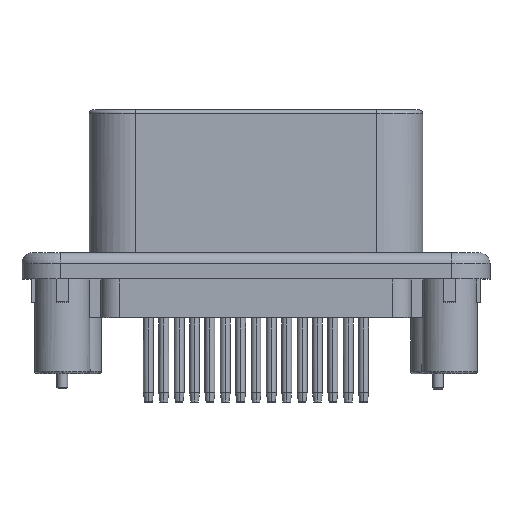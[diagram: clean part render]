
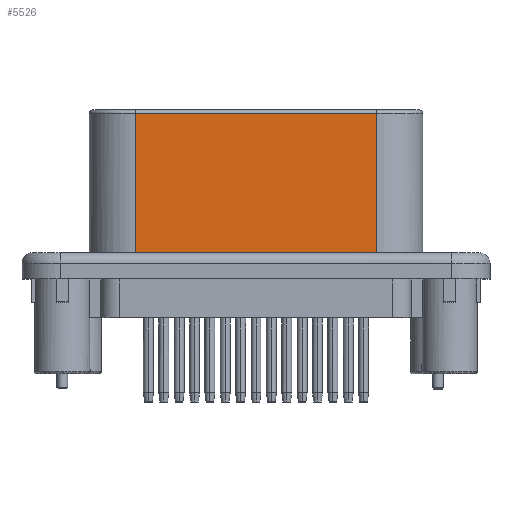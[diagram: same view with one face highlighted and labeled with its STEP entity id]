
A CAD part, top view. The second image highlights one B-rep face of the part: STEP entity #5526.
In plain terms, the highlighted planar face has unit normal (0, 0, 1).
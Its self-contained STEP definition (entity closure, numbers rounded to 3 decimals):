
#2322=CARTESIAN_POINT('',(15.7,2.5,-4.25));
#2323=VERTEX_POINT('',#2322);
#2365=CARTESIAN_POINT('',(-15.7,2.5,-4.25));
#2366=VERTEX_POINT('',#2365);
#2367=CARTESIAN_POINT('',(-15.7,2.5,-4.25));
#2368=CARTESIAN_POINT('',(-9.42,2.5,-4.25));
#2369=CARTESIAN_POINT('',(-3.14,2.5,-4.25));
#2370=CARTESIAN_POINT('',(3.14,2.5,-4.25));
#2371=CARTESIAN_POINT('',(9.42,2.5,-4.25));
#2372=CARTESIAN_POINT('',(15.7,2.5,-4.25));
#2373=B_SPLINE_CURVE_WITH_KNOTS('',5,(#2367,#2368,#2369,#2370,#2371,#2372),.UNSPECIFIED.,.F.,.U.,(6,6),(0.,31.4),.UNSPECIFIED.);
#2374=EDGE_CURVE('',#2366,#2323,#2373,.T.);
#5442=CARTESIAN_POINT('',(15.7,21.5,-4.25));
#5443=VERTEX_POINT('',#5442);
#5462=CARTESIAN_POINT('',(15.7,2.5,-4.25));
#5463=CARTESIAN_POINT('',(15.7,6.3,-4.25));
#5464=CARTESIAN_POINT('',(15.7,10.1,-4.25));
#5465=CARTESIAN_POINT('',(15.7,13.9,-4.25));
#5466=CARTESIAN_POINT('',(15.7,17.7,-4.25));
#5467=CARTESIAN_POINT('',(15.7,21.5,-4.25));
#5468=B_SPLINE_CURVE_WITH_KNOTS('',5,(#5462,#5463,#5464,#5465,#5466,#5467),.UNSPECIFIED.,.F.,.U.,(6,6),(0.,19.),.UNSPECIFIED.);
#5469=EDGE_CURVE('',#2323,#5443,#5468,.T.);
#5475=CARTESIAN_POINT('',(0.,12.,-4.25));
#5476=DIRECTION('',(-1.,0.,0.));
#5477=DIRECTION('',(0.,0.,1.));
#5478=AXIS2_PLACEMENT_3D('',#5475,#5477,#5476);
#5479=PLANE('',#5478);
#5480=ORIENTED_EDGE('',*,*,#5469,.T.);
#5481=CARTESIAN_POINT('',(14.,21.5,-4.25));
#5482=VERTEX_POINT('',#5481);
#5483=CARTESIAN_POINT('',(14.,21.5,-4.25));
#5484=CARTESIAN_POINT('',(14.34,21.5,-4.25));
#5485=CARTESIAN_POINT('',(14.68,21.5,-4.25));
#5486=CARTESIAN_POINT('',(15.02,21.5,-4.25));
#5487=CARTESIAN_POINT('',(15.36,21.5,-4.25));
#5488=CARTESIAN_POINT('',(15.7,21.5,-4.25));
#5489=B_SPLINE_CURVE_WITH_KNOTS('',5,(#5483,#5484,#5485,#5486,#5487,#5488),.UNSPECIFIED.,.F.,.U.,(6,6),(0.,1.7),.UNSPECIFIED.);
#5490=EDGE_CURVE('',#5482,#5443,#5489,.T.);
#5491=ORIENTED_EDGE('',*,*,#5490,.F.);
#5492=CARTESIAN_POINT('',(-14.,21.5,-4.25));
#5493=VERTEX_POINT('',#5492);
#5494=CARTESIAN_POINT('',(-14.,21.5,-4.25));
#5495=CARTESIAN_POINT('',(-8.4,21.5,-4.25));
#5496=CARTESIAN_POINT('',(-2.8,21.5,-4.25));
#5497=CARTESIAN_POINT('',(2.8,21.5,-4.25));
#5498=CARTESIAN_POINT('',(8.4,21.5,-4.25));
#5499=CARTESIAN_POINT('',(14.,21.5,-4.25));
#5500=B_SPLINE_CURVE_WITH_KNOTS('',5,(#5494,#5495,#5496,#5497,#5498,#5499),.UNSPECIFIED.,.F.,.U.,(6,6),(0.,28.),.UNSPECIFIED.);
#5501=EDGE_CURVE('',#5493,#5482,#5500,.T.);
#5502=ORIENTED_EDGE('',*,*,#5501,.F.);
#5503=CARTESIAN_POINT('',(-15.7,21.5,-4.25));
#5504=VERTEX_POINT('',#5503);
#5505=CARTESIAN_POINT('',(-15.7,21.5,-4.25));
#5506=CARTESIAN_POINT('',(-15.36,21.5,-4.25));
#5507=CARTESIAN_POINT('',(-15.02,21.5,-4.25));
#5508=CARTESIAN_POINT('',(-14.68,21.5,-4.25));
#5509=CARTESIAN_POINT('',(-14.34,21.5,-4.25));
#5510=CARTESIAN_POINT('',(-14.,21.5,-4.25));
#5511=B_SPLINE_CURVE_WITH_KNOTS('',5,(#5505,#5506,#5507,#5508,#5509,#5510),.UNSPECIFIED.,.F.,.U.,(6,6),(0.,1.7),.UNSPECIFIED.);
#5512=EDGE_CURVE('',#5504,#5493,#5511,.T.);
#5513=ORIENTED_EDGE('',*,*,#5512,.F.);
#5514=CARTESIAN_POINT('',(-15.7,2.5,-4.25));
#5515=CARTESIAN_POINT('',(-15.7,6.3,-4.25));
#5516=CARTESIAN_POINT('',(-15.7,10.1,-4.25));
#5517=CARTESIAN_POINT('',(-15.7,13.9,-4.25));
#5518=CARTESIAN_POINT('',(-15.7,17.7,-4.25));
#5519=CARTESIAN_POINT('',(-15.7,21.5,-4.25));
#5520=B_SPLINE_CURVE_WITH_KNOTS('',5,(#5514,#5515,#5516,#5517,#5518,#5519),.UNSPECIFIED.,.F.,.U.,(6,6),(0.,19.),.UNSPECIFIED.);
#5521=EDGE_CURVE('',#2366,#5504,#5520,.T.);
#5522=ORIENTED_EDGE('',*,*,#5521,.F.);
#5523=ORIENTED_EDGE('',*,*,#2374,.T.);
#5524=EDGE_LOOP('',(#5480,#5491,#5502,#5513,#5522,#5523));
#5525=FACE_OUTER_BOUND('',#5524,.T.);
#5526=ADVANCED_FACE('',(#5525),#5479,.T.);
